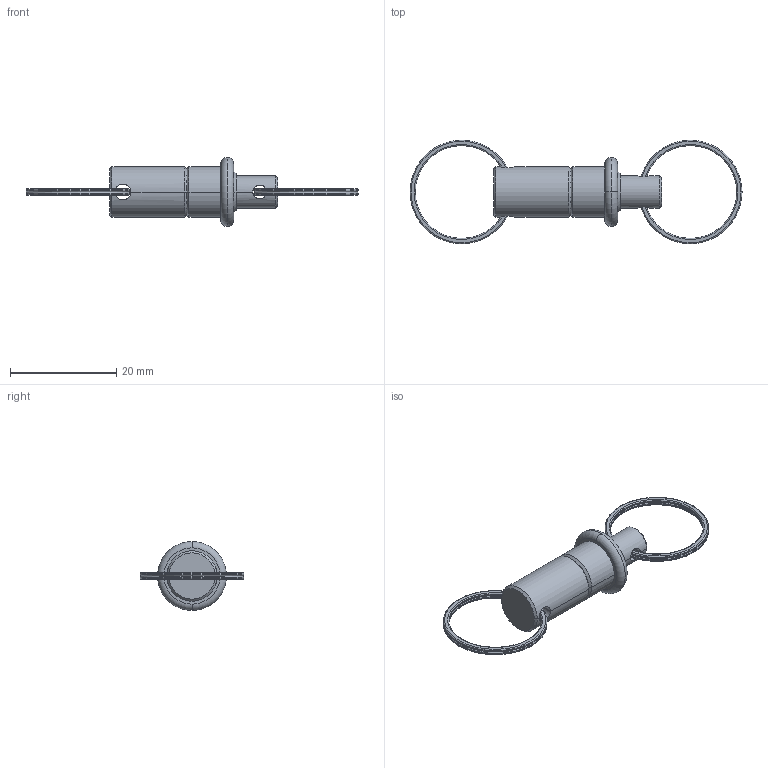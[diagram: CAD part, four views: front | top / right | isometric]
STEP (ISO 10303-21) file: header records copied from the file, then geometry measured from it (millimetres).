
FILE_DESCRIPTION(('STEP AP214'),'1');
FILE_NAME(' ',' ',('TraceParts'),('TraceParts S.A.'),'XStep 1.0',' ',' ');
FILE_SCHEMA(('automotive_design'));
Length unit declared in the file: millimetre
Products named in the file (4): Assembly1|prt1:1;prt1; Assembly1|prt2:1;prt2; Assembly1|ring1:1;ring1; Assembly1|ring2:1;ring2
Bounding box: 62.55 x 19.5 x 13 mm (x, y, z)
Volume: 1937.6 mm3; surface area: 2220.3 mm2
Topology: 4 solids, 4 shells, 99 faces, 208 edges, 118 vertices
Faces by surface type: torus 36, cylinder 32, cone 16, plane 13, sphere 2
Entity records: 5491 total; most frequent: CARTESIAN_POINT 771, DIRECTION 540, STYLED_ITEM 429, PRESENTATION_STYLE_ASSIGNMENT 429, COLOUR_RGB 429, ORIENTED_EDGE 416, AXIS2_PLACEMENT_3D 243, EDGE_CURVE 208
